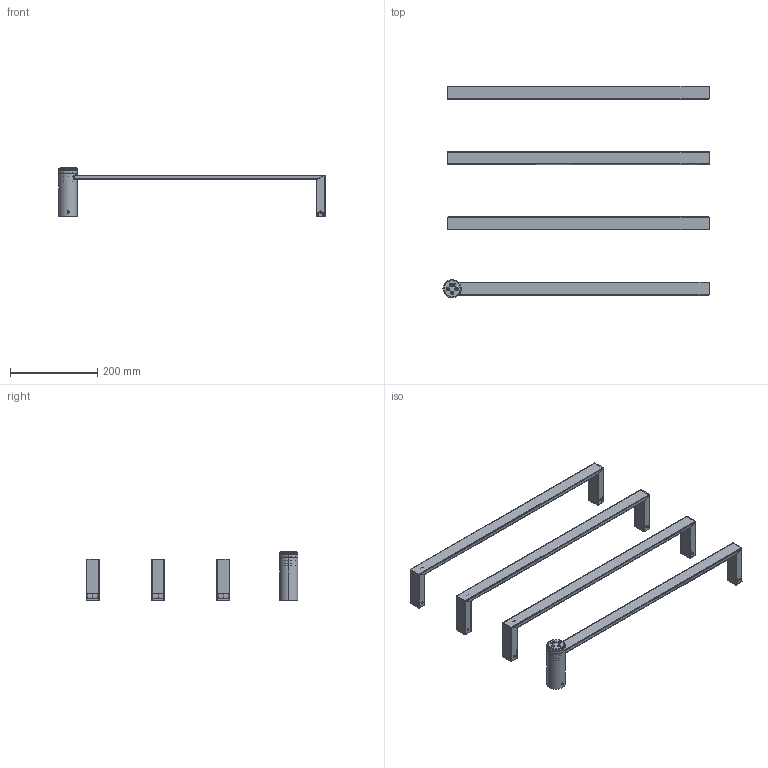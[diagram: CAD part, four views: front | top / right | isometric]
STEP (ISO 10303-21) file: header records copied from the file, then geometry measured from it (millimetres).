
FILE_DESCRIPTION((''),'2;1');
FILE_NAME('A764_ASM','2023-12-21T20:09:06',('dell'),(''),'CREO PARAMETRIC BY PTC INC, 2019224','CREO PARAMETRIC BY PTC INC, 2019224','');
FILE_SCHEMA(('CONFIG_CONTROL_DESIGN'));
Length unit declared in the file: millimetre
Products named in the file (30): 7831337300_ASM_11_ASM; 7875360300_ASM_17_ASM; 7873250300_ASM_11_ASM; 7875350300_ASM_12_ASM; 7875410300_ASM_28_ASM; 7876351300_24; 7875332300_12; 7876330300_ASM_23_ASM; HV-00_ASM_8_ASM; D40-O00_8; 7876331300_24; 7876322300_AF0_18; 7876340300_ASM_28_ASM; M4X10_GB-T70_8; A3004_46; 7890043700_3; M5X5_GB-T77-2008_4; M5X6_GB-T-78_1; 7876321300_12; 7876322300_AF2_18; 7876322300_AF1_18; 7876323300_AF0_7; 7876320300_ASM_21_ASM; M5X80001_6; EE-22_3; EE-22_ASM_5_ASM; EE-04_6; EE-44_ASM_8_ASM; A764_ASM_54_ASM; A764_ASM
Assembly tree (45 placements, depth 4):
  A764_ASM
    A764_ASM_54_ASM
      7875410300_ASM_28_ASM
        7831337300_ASM_11_ASM
        7875360300_ASM_17_ASM
        7873250300_ASM_11_ASM  x2
        7875350300_ASM_12_ASM
      7876330300_ASM_23_ASM
        7876351300_24
        7875332300_12
      HV-00_ASM_8_ASM
      D40-O00_8  x2
      7876340300_ASM_28_ASM
        7876331300_24
        7876322300_AF0_18
      M4X10_GB-T70_8  x3
      A3004_46
      7890043700_3  x4
      M5X5_GB-T77-2008_4
      M5X6_GB-T-78_1  x4
      7876320300_ASM_21_ASM  x3
        7876321300_12
        7876322300_AF2_18
        7876322300_AF1_18
        7876323300_AF0_7
      M5X80001_6  x3
      EE-22_ASM_5_ASM  x3
        EE-22_3
      EE-44_ASM_8_ASM
        EE-04_6
Bounding box: 611 x 486 x 112.1 mm (x, y, z)
Volume: 340645.9 mm3; surface area: 532779.5 mm2
Topology: 38 solids, 38 shells, 3562 faces, 9633 edges, 6364 vertices
Faces by surface type: extrusion 1440, plane 1034, cylinder 608, bspline 242, cone 152, torus 70, sphere 16
Entity records: 53245 total; most frequent: CARTESIAN_POINT 20895, ORIENTED_EDGE 7066, DIRECTION 5626, EDGE_CURVE 3533, VERTEX_POINT 2367, VECTOR 1946, AXIS2_PLACEMENT_3D 1840, LINE 1586
